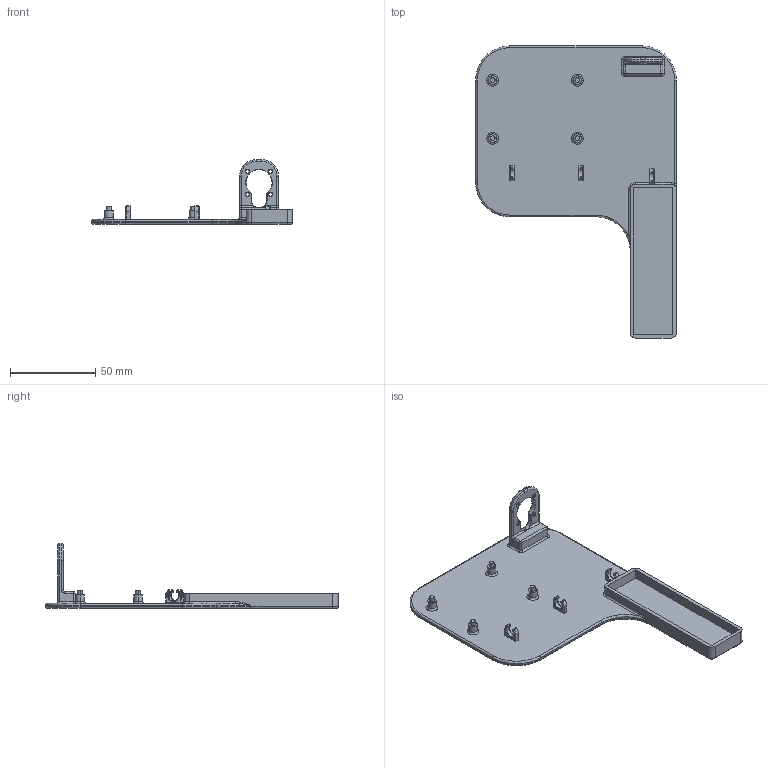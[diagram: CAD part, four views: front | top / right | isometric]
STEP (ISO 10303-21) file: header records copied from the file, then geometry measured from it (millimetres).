
FILE_DESCRIPTION (( 'STEP AP203' ), '1' );
FILE_NAME ('栖闉罻 摳踑.STEP', '2023-08-21T17:27:48', ( '' ), ( '' ), 'SwSTEP 2.0', 'SolidWorks 2020', '' );
FILE_SCHEMA (( 'CONFIG_CONTROL_DESIGN' ));
Length unit declared in the file: millimetre
Products named in the file (3): 摳諘; êðåïåæ ìàë; 栖闉罻 摳踑
Assembly tree (4 placements, depth 2):
  栖闉罻 摳踑
    摳諘
    êðåïåæ ìàë  x3
Bounding box: 117.5 x 171 x 38 mm (x, y, z)
Volume: 46348.4 mm3; surface area: 33210.5 mm2
Topology: 4 solids, 4 shells, 360 faces, 831 edges, 442 vertices
Faces by surface type: cylinder 161, torus 86, plane 65, sphere 40, bspline 8
Entity records: 7196 total; most frequent: CARTESIAN_POINT 1404, DIRECTION 1297, ORIENTED_EDGE 1062, AXIS2_PLACEMENT_3D 551, EDGE_CURVE 531, CIRCLE 316, VERTEX_POINT 306, EDGE_LOOP 253
